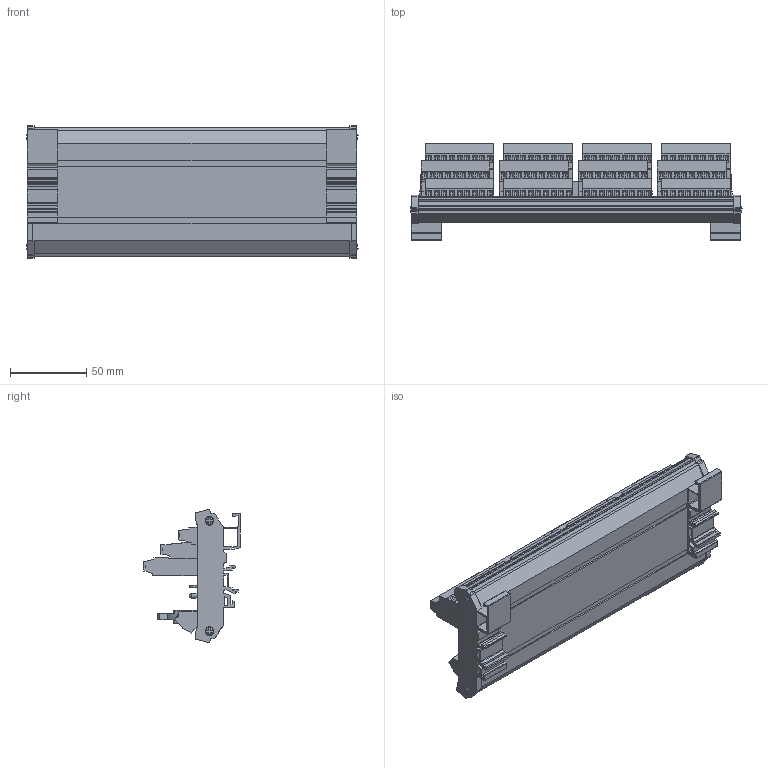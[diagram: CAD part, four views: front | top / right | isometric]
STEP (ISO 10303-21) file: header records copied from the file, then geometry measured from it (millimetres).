
FILE_DESCRIPTION (( 'STEP AP214' ), '1' );
FILE_NAME ('ZL-LTB32-24.step', '2014-11-13T22:37:18', ( '' ), ( '' ), 'SwSTEP 2.0', 'SolidWorks 2014', '' );
FILE_SCHEMA (( 'AUTOMOTIVE_DESIGN' ));
Length unit declared in the file: inch
Products named in the file (1): ZL-LTB32-24
Bounding box: 217.33 x 62.99 x 86.87 mm (x, y, z)
Volume: 257475.8 mm3; surface area: 124450.2 mm2
Topology: 1 solids, 2 shells, 2785 faces, 6669 edges, 4206 vertices
Faces by surface type: plane 2186, cylinder 453, torus 64, cone 64, sphere 16, bspline 2
Entity records: 94375 total; most frequent: DIRECTION 13907, CARTESIAN_POINT 13707, ORIENTED_EDGE 13322, EDGE_CURVE 6661, LINE 4967, VECTOR 4967, AXIS2_PLACEMENT_3D 4470, VERTEX_POINT 4206
